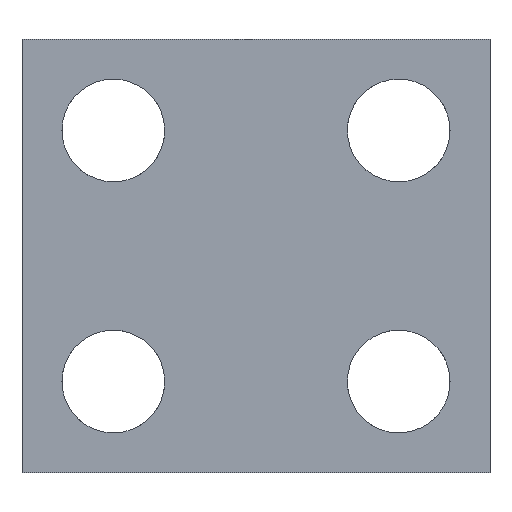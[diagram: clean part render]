
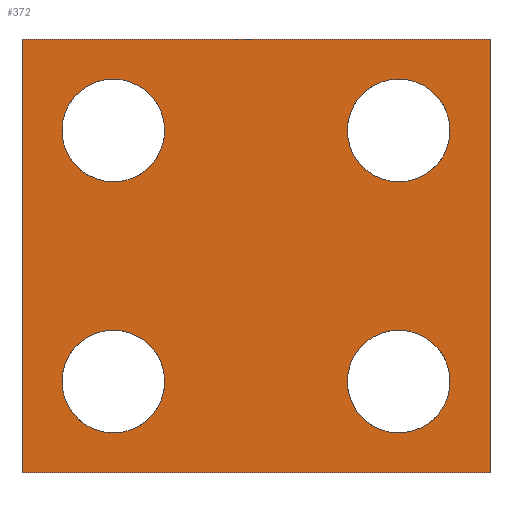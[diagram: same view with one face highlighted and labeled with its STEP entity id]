
A CAD part, front view. The second image highlights one B-rep face of the part: STEP entity #372.
In plain terms, the highlighted planar face has unit normal (0, -1, 0).
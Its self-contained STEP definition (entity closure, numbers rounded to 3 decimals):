
#372 = ADVANCED_FACE( '', ( #768, #769, #770, #771, #772 ), #773, .T. );
#768 = FACE_BOUND( '', #1185, .T. );
#769 = FACE_BOUND( '', #1186, .T. );
#770 = FACE_BOUND( '', #1187, .T. );
#771 = FACE_BOUND( '', #1188, .T. );
#772 = FACE_OUTER_BOUND( '', #1189, .T. );
#773 = PLANE( '', #1190 );
#1185 = EDGE_LOOP( '', ( #2383 ) );
#1186 = EDGE_LOOP( '', ( #2384 ) );
#1187 = EDGE_LOOP( '', ( #2385 ) );
#1188 = EDGE_LOOP( '', ( #2386 ) );
#1189 = EDGE_LOOP( '', ( #2387, #2388, #2389, #2390 ) );
#1190 = AXIS2_PLACEMENT_3D( '', #2391, #2392, #2393 );
#2383 = ORIENTED_EDGE( '', *, *, #2998, .T. );
#2384 = ORIENTED_EDGE( '', *, *, #2846, .T. );
#2385 = ORIENTED_EDGE( '', *, *, #2775, .T. );
#2386 = ORIENTED_EDGE( '', *, *, #3094, .T. );
#2387 = ORIENTED_EDGE( '', *, *, #2689, .F. );
#2388 = ORIENTED_EDGE( '', *, *, #2947, .F. );
#2389 = ORIENTED_EDGE( '', *, *, #2941, .T. );
#2390 = ORIENTED_EDGE( '', *, *, #2645, .T. );
#2391 = CARTESIAN_POINT( '', ( 0., 0., -19. ) );
#2392 = DIRECTION( '', ( 0., -1., 0. ) );
#2393 = DIRECTION( '', ( 0., 0., -1. ) );
#2645 = EDGE_CURVE( '', #3209, #3206, #3210, .T. );
#2689 = EDGE_CURVE( '', #3284, #3206, #3286, .T. );
#2775 = EDGE_CURVE( '', #3447, #3447, #3448, .T. );
#2846 = EDGE_CURVE( '', #3561, #3561, #3562, .T. );
#2941 = EDGE_CURVE( '', #3711, #3209, #3712, .T. );
#2947 = EDGE_CURVE( '', #3711, #3284, #3718, .T. );
#2998 = EDGE_CURVE( '', #3786, #3786, #3787, .T. );
#3094 = EDGE_CURVE( '', #3895, #3895, #3896, .T. );
#3206 = VERTEX_POINT( '', #4039 );
#3209 = VERTEX_POINT( '', #4043 );
#3210 = LINE( '', #4044, #4045 );
#3284 = VERTEX_POINT( '', #4190 );
#3286 = LINE( '', #4193, #4194 );
#3447 = VERTEX_POINT( '', #4449 );
#3448 = CIRCLE( '', #4450, 2.25 );
#3561 = VERTEX_POINT( '', #4654 );
#3562 = CIRCLE( '', #4655, 2.25 );
#3711 = VERTEX_POINT( '', #4868 );
#3712 = LINE( '', #4869, #4870 );
#3718 = LINE( '', #4879, #4880 );
#3786 = VERTEX_POINT( '', #5017 );
#3787 = CIRCLE( '', #5018, 2.25 );
#3895 = VERTEX_POINT( '', #5211 );
#3896 = CIRCLE( '', #5212, 2.25 );
#4039 = CARTESIAN_POINT( '', ( 20.5, 0., 0. ) );
#4043 = CARTESIAN_POINT( '', ( 20.5, 0., -19. ) );
#4044 = CARTESIAN_POINT( '', ( 20.5, 0., -19. ) );
#4045 = VECTOR( '', #5311, 1000. );
#4190 = CARTESIAN_POINT( '', ( 0., 0., 0. ) );
#4193 = CARTESIAN_POINT( '', ( 0., 0., 0. ) );
#4194 = VECTOR( '', #5346, 1000. );
#4449 = CARTESIAN_POINT( '', ( 6.25, 0., -15. ) );
#4450 = AXIS2_PLACEMENT_3D( '', #5505, #5506, #5507 );
#4654 = CARTESIAN_POINT( '', ( 18.75, 0., -4. ) );
#4655 = AXIS2_PLACEMENT_3D( '', #5597, #5598, #5599 );
#4868 = CARTESIAN_POINT( '', ( 0., 0., -19. ) );
#4869 = CARTESIAN_POINT( '', ( 0., 0., -19. ) );
#4870 = VECTOR( '', #5733, 1000. );
#4879 = CARTESIAN_POINT( '', ( 0., 0., -19. ) );
#4880 = VECTOR( '', #5737, 1000. );
#5017 = CARTESIAN_POINT( '', ( 18.75, 0., -15. ) );
#5018 = AXIS2_PLACEMENT_3D( '', #5788, #5789, #5790 );
#5211 = CARTESIAN_POINT( '', ( 6.25, 0., -4. ) );
#5212 = AXIS2_PLACEMENT_3D( '', #5855, #5856, #5857 );
#5311 = DIRECTION( '', ( 0., 0., 1. ) );
#5346 = DIRECTION( '', ( 1., 0., 0. ) );
#5505 = CARTESIAN_POINT( '', ( 4., 0., -15. ) );
#5506 = DIRECTION( '', ( 0., 1., 0. ) );
#5507 = DIRECTION( '', ( 1., 0., 0. ) );
#5597 = CARTESIAN_POINT( '', ( 16.5, 0., -4. ) );
#5598 = DIRECTION( '', ( 0., 1., 0. ) );
#5599 = DIRECTION( '', ( 1., 0., 0. ) );
#5733 = DIRECTION( '', ( 1., 0., 0. ) );
#5737 = DIRECTION( '', ( 0., 0., 1. ) );
#5788 = CARTESIAN_POINT( '', ( 16.5, 0., -15. ) );
#5789 = DIRECTION( '', ( 0., 1., 0. ) );
#5790 = DIRECTION( '', ( 1., 0., 0. ) );
#5855 = CARTESIAN_POINT( '', ( 4., 0., -4. ) );
#5856 = DIRECTION( '', ( 0., 1., 0. ) );
#5857 = DIRECTION( '', ( 1., 0., 0. ) );
